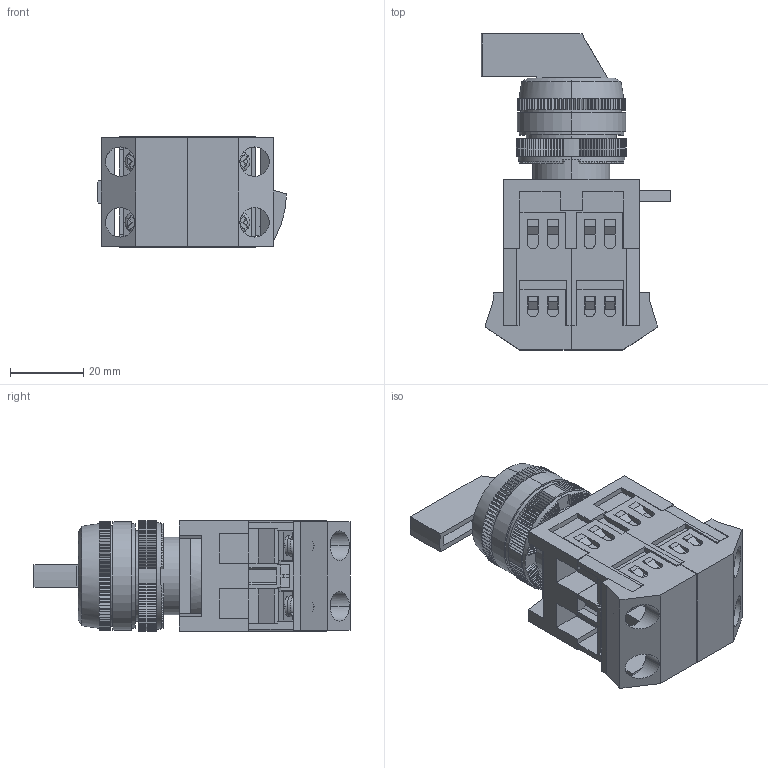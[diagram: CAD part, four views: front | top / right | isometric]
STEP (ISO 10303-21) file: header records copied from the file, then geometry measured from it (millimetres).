
FILE_DESCRIPTION (( 'STEP AP214' ), '1' );
FILE_NAME ('BSW10-ALCLR-3-K02 Ïåðåêëþ÷àòåëü ÀLÑLR-22 ÷åðíûé 3 ïîë. I-O-II 1ç+1ð ÈÝÊ.STEP', '2017-10-26T08:43:25', ( '' ), ( '' ), 'SwSTEP 2.0', 'SolidWorks 2014', '' );
FILE_SCHEMA (( 'AUTOMOTIVE_DESIGN' ));
Length unit declared in the file: millimetre
Products named in the file (1): BSW10-ALCLR-3-K02 Ïåðåêëþ÷àòåëü ÀLÑLR-22 ÷åðíûé 3 ïîë. I-O-II 1ç+1ð ÈÝÊ
Bounding box: 51.47 x 86 x 30 mm (x, y, z)
Volume: 50766.8 mm3; surface area: 30967.5 mm2
Topology: 5 solids, 6 shells, 1789 faces, 4852 edges, 3107 vertices
Faces by surface type: plane 1515, cylinder 260, torus 8, cone 6
Entity records: 55933 total; most frequent: CARTESIAN_POINT 11163, ORIENTED_EDGE 9704, DIRECTION 9061, EDGE_CURVE 4852, LINE 3339, VECTOR 3339, VERTEX_POINT 3107, AXIS2_PLACEMENT_3D 2861
